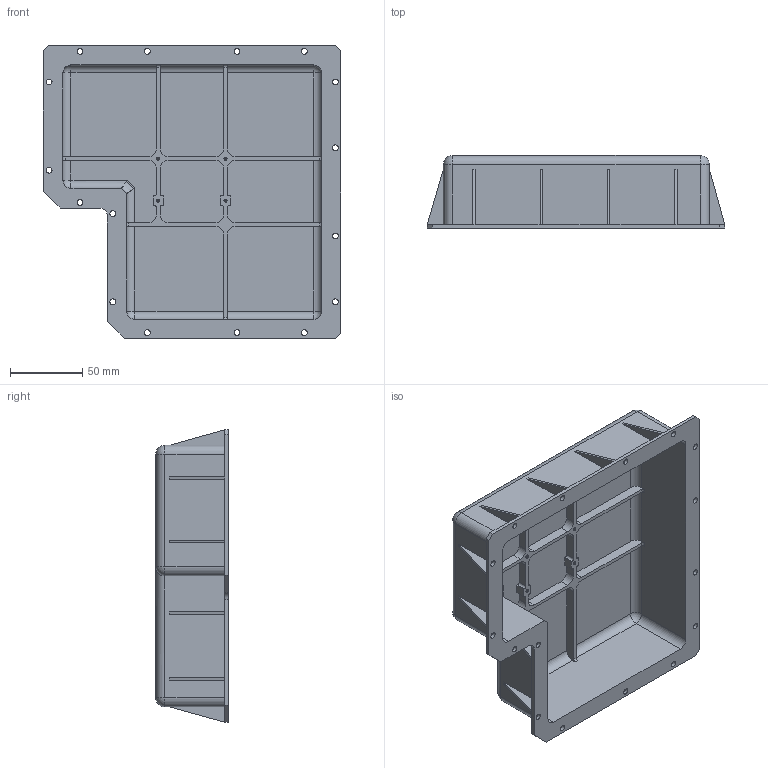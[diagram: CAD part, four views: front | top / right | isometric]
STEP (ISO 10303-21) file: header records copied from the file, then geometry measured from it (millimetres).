
FILE_DESCRIPTION(/* description */ (''),/* implementation_level */ '2;1');
FILE_NAME(/* name */ '2004900-exact-COVER,REAR.step',/* time_stamp */ '2019-06-29T08:02:05-05:00',/* author */ (''),/* organization */ (''),/* preprocessor_version */ 'ST-DEVELOPER v18',/* originating_system */ 'Autodesk Translation Framework v8.2.0.1029',/* authorisation */ '');
FILE_SCHEMA (('AUTOMOTIVE_DESIGN { 1 0 10303 214 3 1 1 }'));
Length unit declared in the file: inch
Products named in the file (2): 2004900-exact-COVER,REAR; Component1
Assembly tree (1 placements, depth 2):
  2004900-exact-COVER,REAR
    Component1
Bounding box: 206.62 x 50.42 x 203.07 mm (x, y, z)
Volume: 169325.1 mm3; surface area: 156244.1 mm2
Topology: 1 solids, 1 shells, 313 faces, 832 edges, 523 vertices
Faces by surface type: cylinder 155, plane 134, bspline 10, sphere 10, cone 4
Full cylindrical faces by diameter (mm): 1.783 x32, 2.184 x32, 4.089 x16
Entity records: 13589 total; most frequent: CARTESIAN_POINT 5909, ORIENTED_EDGE 1656, DIRECTION 1468, EDGE_CURVE 828, VERTEX_POINT 523, LINE 504, VECTOR 504, AXIS2_PLACEMENT_3D 482
